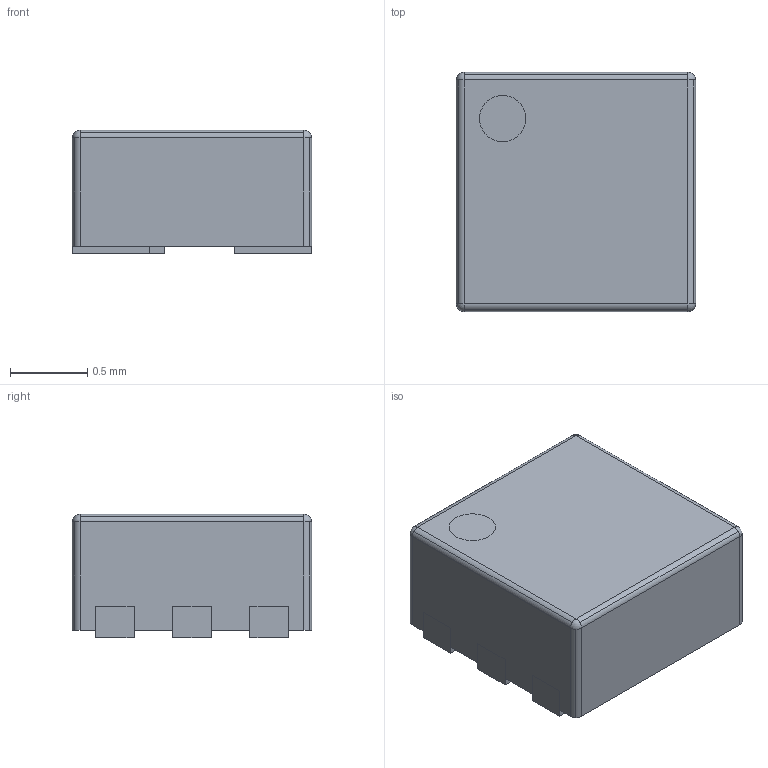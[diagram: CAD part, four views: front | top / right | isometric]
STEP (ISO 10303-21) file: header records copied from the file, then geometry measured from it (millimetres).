
FILE_DESCRIPTION((''),'2;1');
FILE_NAME('SON50P150X150X80-6N.stp','2009-12-03T13:48:22',(''),(''),'Mechanical Desktop 2006','Mechanical Desktop 2006',', , ');
FILE_SCHEMA(('AUTOMOTIVE_DESIGN { 1 2 10303 214 0 1 1 1 }'));
Length unit declared in the file: millimetre
Products named in the file (1): Product
Bounding box: 1.55 x 1.55 x 0.8 mm (x, y, z)
Volume: 1.8 mm3; surface area: 13.8 mm2
Topology: 8 solids, 8 shells, 93 faces, 221 edges, 142 vertices
Faces by surface type: plane 69, cylinder 20, sphere 4
Entity records: 2681 total; most frequent: CARTESIAN_POINT 452, DIRECTION 445, ORIENTED_EDGE 432, EDGE_CURVE 216, VECTOR 177, LINE 177, VERTEX_POINT 140, AXIS2_PLACEMENT_3D 134
